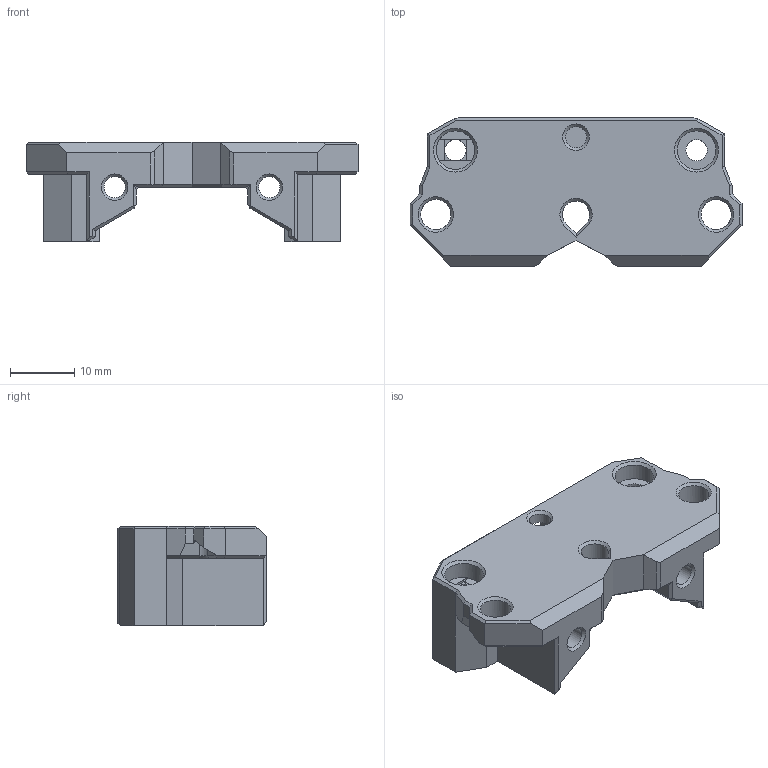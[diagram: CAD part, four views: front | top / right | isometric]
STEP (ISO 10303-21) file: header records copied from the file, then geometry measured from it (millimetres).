
FILE_DESCRIPTION(/* description */ ('','CAx-IF Rec.Pracs.---Representation and Presentation of Product Manufacturing Information (PMI)---4.0---2014-10-13'),/* implementation_level */ '2;1');
FILE_NAME(/* name */ 'Papilio_Lite.step',/* time_stamp */ '2024-12-13T12:54:30+02:00',/* author */ (''),/* organization */ (''),/* preprocessor_version */ 'ST-DEVELOPER v20',/* originating_system */ 'Autodesk Translation Framework v13.20.0.188',/* authorisation */ '');
FILE_SCHEMA (('AP242_MANAGED_MODEL_BASED_3D_ENGINEERING_MIM_LF { 1 0 10303 442 1 1 4 }'));
Length unit declared in the file: millimetre
Products named in the file (1): Papilio
Bounding box: 51.5 x 23 x 15.49 mm (x, y, z)
Volume: 8316.3 mm3; surface area: 5060.6 mm2
Topology: 1 solids, 1 shells, 213 faces, 525 edges, 315 vertices
Faces by surface type: plane 185, cylinder 13, cone 11, bspline 4
Full cylindrical faces by diameter (mm): 3.3 x6, 4.7 x2, 6 x2
Entity records: 6228 total; most frequent: CARTESIAN_POINT 1183, ORIENTED_EDGE 1050, DIRECTION 977, EDGE_CURVE 525, LINE 469, VECTOR 469, VERTEX_POINT 315, AXIS2_PLACEMENT_3D 254
